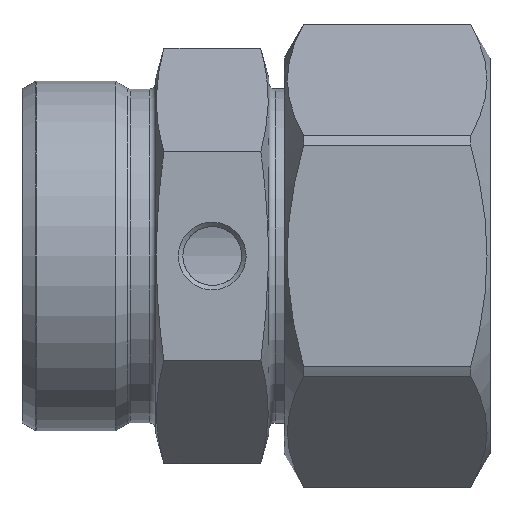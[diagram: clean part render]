
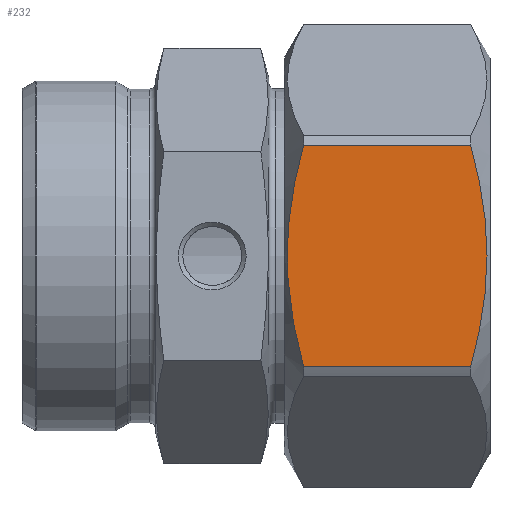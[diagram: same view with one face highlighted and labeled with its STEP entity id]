
A CAD part, front view. The second image highlights one B-rep face of the part: STEP entity #232.
In plain terms, the highlighted planar face has unit normal (0, -1, 0).
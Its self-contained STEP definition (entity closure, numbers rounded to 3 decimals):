
#112=PLANE('',#1161);
#173=FACE_OUTER_BOUND('',#484,.T.);
#193=LINE('',#1652,#207);
#194=LINE('',#1656,#208);
#207=VECTOR('',#1297,1.);
#208=VECTOR('',#1302,1.);
#232=ADVANCED_FACE('',(#173),#112,.F.);
#310=B_SPLINE_CURVE_WITH_KNOTS('',3,(#1599,#1600,#1601,#1602,#1603,#1604,
#1605,#1606),.UNSPECIFIED.,.F.,.F.,(4,2,2,4),(0.,0.5,0.75,1.),
 .UNSPECIFIED.);
#316=B_SPLINE_CURVE_WITH_KNOTS('',3,(#1694,#1695,#1696,#1697,#1698,#1699,
#1700,#1701),.UNSPECIFIED.,.F.,.F.,(4,2,2,4),(0.,0.25,0.5,1.),
 .UNSPECIFIED.);
#484=EDGE_LOOP('',(#669,#670,#671,#672));
#669=ORIENTED_EDGE('',*,*,#950,.T.);
#670=ORIENTED_EDGE('',*,*,#934,.T.);
#671=ORIENTED_EDGE('',*,*,#952,.T.);
#672=ORIENTED_EDGE('',*,*,#962,.T.);
#837=VERTEX_POINT('',#1598);
#838=VERTEX_POINT('',#1607);
#850=VERTEX_POINT('',#1653);
#851=VERTEX_POINT('',#1657);
#934=EDGE_CURVE('',#838,#837,#310,.T.);
#950=EDGE_CURVE('',#850,#838,#193,.T.);
#952=EDGE_CURVE('',#837,#851,#194,.T.);
#962=EDGE_CURVE('',#851,#850,#316,.T.);
#1161=AXIS2_PLACEMENT_3D('',#1837,#1362,#1363);
#1297=DIRECTION('',(1.,0.,0.));
#1302=DIRECTION('',(-1.,0.,0.));
#1362=DIRECTION('',(0.,1.,0.));
#1363=DIRECTION('',(0.,0.,-1.));
#1598=CARTESIAN_POINT('',(87.247,-39.5,21.558));
#1599=CARTESIAN_POINT('',(87.247,-39.5,-21.558));
#1600=CARTESIAN_POINT('',(89.192,-39.5,-14.525));
#1601=CARTESIAN_POINT('',(90.423,-39.5,-7.274));
#1602=CARTESIAN_POINT('',(90.423,-39.5,3.64));
#1603=CARTESIAN_POINT('',(90.12,-39.5,7.328));
#1604=CARTESIAN_POINT('',(89.011,-39.5,14.532));
#1605=CARTESIAN_POINT('',(88.213,-39.5,18.068));
#1606=CARTESIAN_POINT('',(87.247,-39.5,21.558));
#1607=CARTESIAN_POINT('',(87.247,-39.5,-21.558));
#1652=CARTESIAN_POINT('',(91.,-39.5,-21.558));
#1653=CARTESIAN_POINT('',(54.753,-39.5,-21.558));
#1656=CARTESIAN_POINT('',(91.,-39.5,21.558));
#1657=CARTESIAN_POINT('',(54.753,-39.5,21.558));
#1694=CARTESIAN_POINT('',(54.753,-39.5,21.558));
#1695=CARTESIAN_POINT('',(53.787,-39.5,18.068));
#1696=CARTESIAN_POINT('',(52.989,-39.5,14.532));
#1697=CARTESIAN_POINT('',(51.88,-39.5,7.328));
#1698=CARTESIAN_POINT('',(51.577,-39.5,3.64));
#1699=CARTESIAN_POINT('',(51.577,-39.5,-7.274));
#1700=CARTESIAN_POINT('',(52.808,-39.5,-14.525));
#1701=CARTESIAN_POINT('',(54.753,-39.5,-21.558));
#1837=CARTESIAN_POINT('',(51.,-39.5,-22.805));
